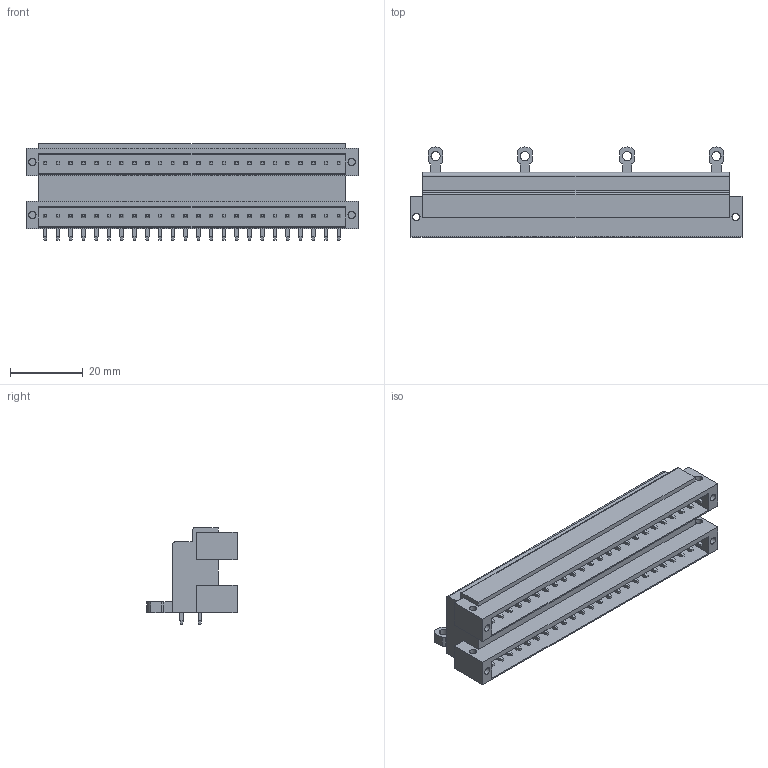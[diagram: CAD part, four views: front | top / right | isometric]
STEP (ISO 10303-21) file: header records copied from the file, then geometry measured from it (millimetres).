
FILE_DESCRIPTION(('CATIA V5 STEP Exchange','CAx-IF Rec.Pracs.--- Model Styling and Organization---1.4--- 2014-01-23'),'2;1');
FILE_NAME ('D1488737_0_1139090000_1139090000.stp','2021-06-07T06:24:39+00:00',('none'),('Weidmueller'),'CATIA Version 5-6 Release 2016 SP3 HF44','CATIA V5 STEP AP214','none');
FILE_SCHEMA(('AUTOMOTIVE_DESIGN { 1 0 10303 214 1 1 1 1 }'));
Length unit declared in the file: millimetre
Products named in the file (1): 1139090000
Bounding box: 91 x 24.7 x 26.5 mm (x, y, z)
Volume: 23458.9 mm3; surface area: 20163.3 mm2
Topology: 49 solids, 49 shells, 1155 faces, 2769 edges, 1718 vertices
Faces by surface type: plane 1112, cylinder 43
Entity records: 32389 total; most frequent: ORIENTED_EDGE 5538, CARTESIAN_POINT 5392, DIRECTION 4577, EDGE_CURVE 2769, VECTOR 2683, LINE 2683, VERTEX_POINT 1718, EDGE_LOOP 1273
